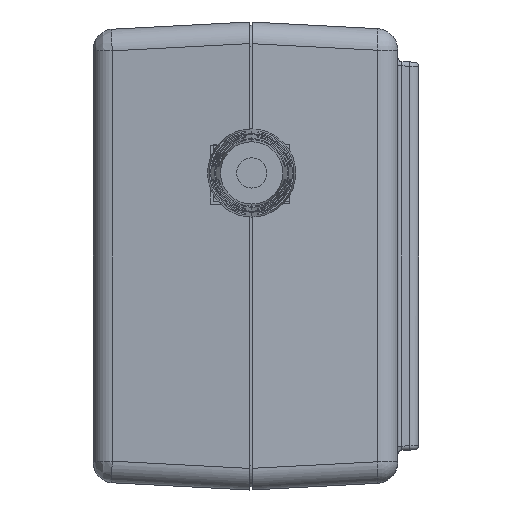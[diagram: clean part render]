
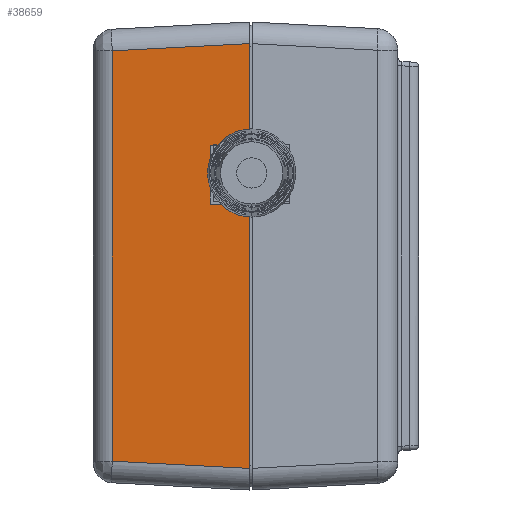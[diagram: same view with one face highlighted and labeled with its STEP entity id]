
A CAD part, left-side view. The second image highlights one B-rep face of the part: STEP entity #38659.
In plain terms, the highlighted planar face has unit normal (-0.999, 0.052, 0).
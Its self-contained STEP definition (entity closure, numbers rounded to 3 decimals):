
#27411=CARTESIAN_POINT('',(-57.298,0.05,
-24.551));
#27413=DIRECTION('',(0.,0.,1.));
#27414=VECTOR('',#27413,30.472);
#27415=CARTESIAN_POINT('',(-57.298,0.05,
-24.551));
#27416=LINE('',#27415,#27414);
#27503=CARTESIAN_POINT('',(-57.298,0.05,
24.551));
#27579=DIRECTION('',(0.,0.,1.));
#27580=VECTOR('',#27579,11.672);
#27581=CARTESIAN_POINT('',(-57.298,0.05,12.879));
#27582=LINE('',#27581,#27580);
#27583=DIRECTION('',(0.052,0.997,0.052));
#27584=VECTOR('',#27583,15.914);
#27585=CARTESIAN_POINT('',(-57.298,0.05,
-24.551));
#27586=LINE('',#27585,#27584);
#27587=DIRECTION('',(-0.052,-0.997,0.052));
#27588=VECTOR('',#27587,15.914);
#27589=CARTESIAN_POINT('',(-56.466,15.92,
23.719));
#27590=LINE('',#27589,#27588);
#27591=DIRECTION('',(-0.052,-0.998,-0.017));
#27592=VECTOR('',#27591,4.557);
#27593=CARTESIAN_POINT('',(-57.059,4.6,6.));
#27594=LINE('',#27593,#27592);
#27599=DIRECTION('',(0.,0.,-1.));
#27600=VECTOR('',#27599,47.439);
#27601=CARTESIAN_POINT('',(-56.466,15.92,
23.719));
#27602=LINE('',#27601,#27600);
#27613=CARTESIAN_POINT('',(-56.466,15.92,
-23.719));
#34048=DIRECTION('',(-0.052,-0.998,0.017));
#34049=VECTOR('',#34048,4.557);
#34050=CARTESIAN_POINT('',(-57.059,4.6,12.8));
#34051=LINE('',#34050,#34049);
#34112=DIRECTION('',(0.,0.,1.));
#34113=VECTOR('',#34112,6.8);
#34114=CARTESIAN_POINT('',(-57.059,4.6,6.));
#34115=LINE('',#34114,#34113);
#36003=VERTEX_POINT('',#27411);
#36004=CARTESIAN_POINT('',(-57.298,0.05,
5.921));
#36005=VERTEX_POINT('',#36004);
#36029=VERTEX_POINT('',#27503);
#36060=CARTESIAN_POINT('',(-57.298,0.05,12.879));
#36061=VERTEX_POINT('',#36060);
#36064=VERTEX_POINT('',#27613);
#36078=CARTESIAN_POINT('',(-56.466,15.92,
23.719));
#36079=VERTEX_POINT('',#36078);
#36080=CARTESIAN_POINT('',(-57.059,4.6,12.8));
#36081=VERTEX_POINT('',#36080);
#36082=CARTESIAN_POINT('',(-57.059,4.6,6.));
#36083=VERTEX_POINT('',#36082);
#38640=CARTESIAN_POINT('',(-57.3,0.016,-26.75));
#38641=DIRECTION('',(-0.999,0.052,0.));
#38642=DIRECTION('',(0.,0.,1.));
#38643=AXIS2_PLACEMENT_3D('',#38640,#38641,#38642);
#38644=PLANE('',#38643);
#38645=ORIENTED_EDGE('',*,*,#38510,.T.);
#38647=ORIENTED_EDGE('',*,*,#38646,.F.);
#38648=ORIENTED_EDGE('',*,*,#38631,.T.);
#38649=ORIENTED_EDGE('',*,*,#38620,.F.);
#38651=ORIENTED_EDGE('',*,*,#38650,.F.);
#38653=ORIENTED_EDGE('',*,*,#38652,.F.);
#38655=ORIENTED_EDGE('',*,*,#38654,.T.);
#38656=ORIENTED_EDGE('',*,*,#38465,.F.);
#38657=EDGE_LOOP('',(#38645,#38647,#38648,#38649,#38651,#38653,#38655,#38656));
#38658=FACE_OUTER_BOUND('',#38657,.F.);
#38659=ADVANCED_FACE('',(#38658),#38644,.T.);
#38465=EDGE_CURVE('',#36003,#36005,#27416,.T.);
#38510=EDGE_CURVE('',#36003,#36064,#27586,.T.);
#38620=EDGE_CURVE('',#36061,#36029,#27582,.T.);
#38631=EDGE_CURVE('',#36079,#36029,#27590,.T.);
#38646=EDGE_CURVE('',#36079,#36064,#27602,.T.);
#38650=EDGE_CURVE('',#36081,#36061,#34051,.T.);
#38652=EDGE_CURVE('',#36083,#36081,#34115,.T.);
#38654=EDGE_CURVE('',#36083,#36005,#27594,.T.);
